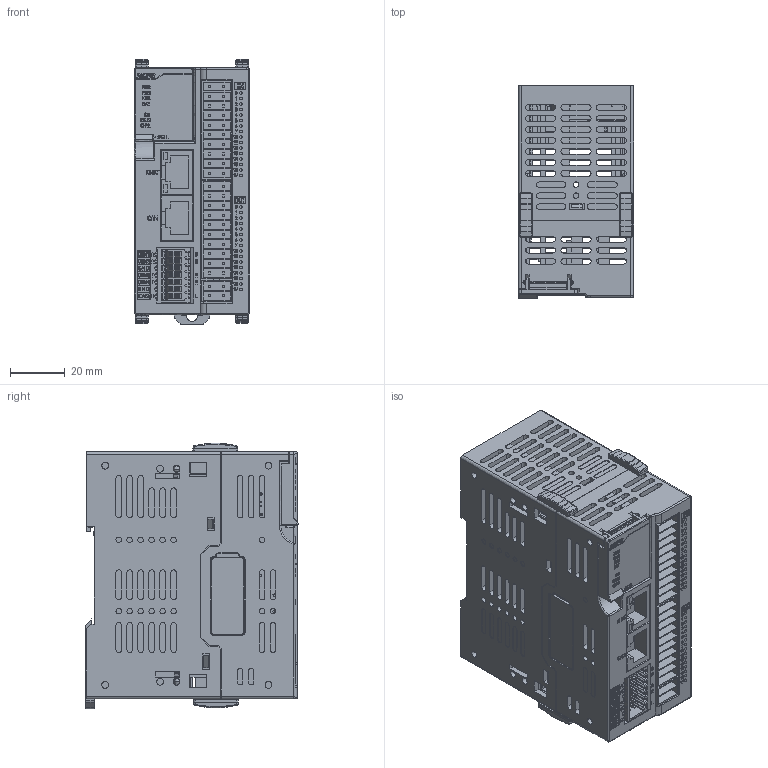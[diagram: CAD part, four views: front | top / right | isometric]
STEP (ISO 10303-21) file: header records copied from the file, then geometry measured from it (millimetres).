
FILE_DESCRIPTION( ('This file contains a STEP AP42 implementation' ,'as created by ZW3D STEP Interface translator.') ,'2;1' );
FILE_NAME( 'hcr8c-32mt-d_asm.stp' ,'2112 1.132348', (''), ('ZWCAD Software Co.'), 'Version 1.0', 'ZW3D to STEP translator', '' );
FILE_SCHEMA(('AUTOMOTIVE_DESIGN'));
Length unit declared in the file: millimetre
Products named in the file (2): 0; hcr8c-32mt-d_asm
Bounding box: 42 x 77.37 x 96.65 mm (x, y, z)
Volume: 74470.1 mm3; surface area: 96670.8 mm2
Topology: 15 solids, 18 shells, 9890 faces, 26643 edges, 17051 vertices
Faces by surface type: bspline 9890
Entity records: 431801 total; most frequent: CARTESIAN_POINT 262912, ORIENTED_EDGE 53242, EDGE_CURVE 26627, B_SPLINE_CURVE_WITH_KNOTS 22968, VERTEX_POINT 17051, EDGE_LOOP 10789, FACE_OUTER_BOUND 9890, ADVANCED_FACE 9890
